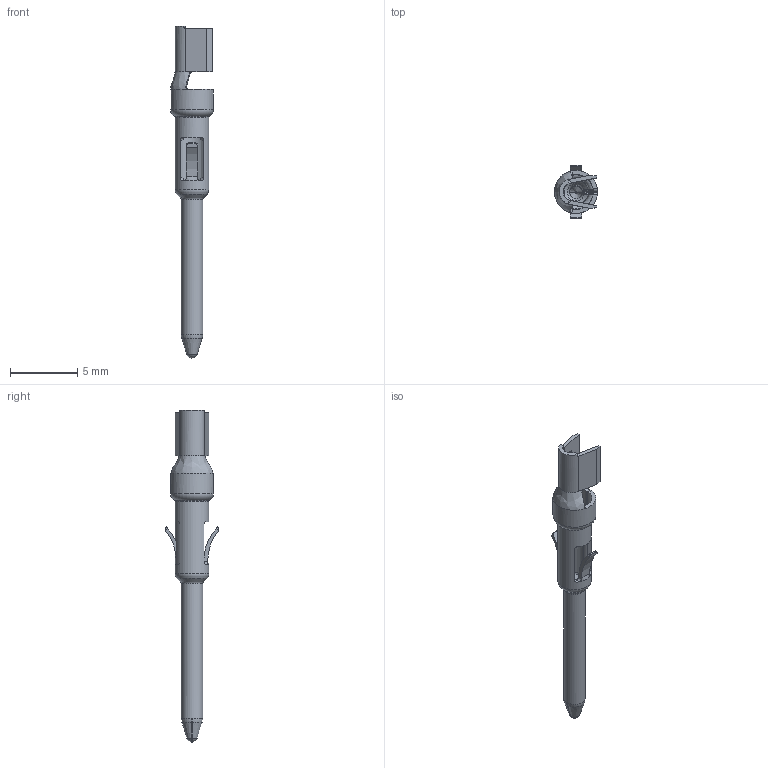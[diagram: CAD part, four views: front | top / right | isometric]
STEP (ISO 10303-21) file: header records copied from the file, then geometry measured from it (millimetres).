
FILE_DESCRIPTION(('Creo Elements/Direct Modeling STEP Export'),'2;1');
FILE_NAME('37jbk2e5prlj73v2380','2023-03-23T11:12:56',(''),(''),'Creo Elements/Direct Modeling STEP processor for AP214 (Solid Model)','Creo Elements/Direct Modeling 20.1B 02-Apr-2019 (C) Parametric Technology GmbH','');
FILE_SCHEMA(('AUTOMOTIVE_DESIGN { 1 0 10303 214 1 1 1 1 }'));
Length unit declared in the file: millimetre
Products named in the file (2): SDMA_1.0
Assembly tree (1 placements, depth 2):
  SDMA_1.0
    SDMA_1.0
Bounding box: 3.2 x 3.97 x 24.7 mm (x, y, z)
Volume: 36.8 mm3; surface area: 292.1 mm2
Topology: 1 solids, 1 shells, 205 faces, 577 edges, 359 vertices
Faces by surface type: cylinder 91, plane 66, torus 18, sphere 18, bspline 6, cone 6
Entity records: 12992 total; most frequent: CARTESIAN_POINT 6383, ORIENTED_EDGE 1126, DIRECTION 886, EDGE_CURVE 563, VERTEX_POINT 359, AXIS2_PLACEMENT_3D 330, VECTOR 226, LINE 226
